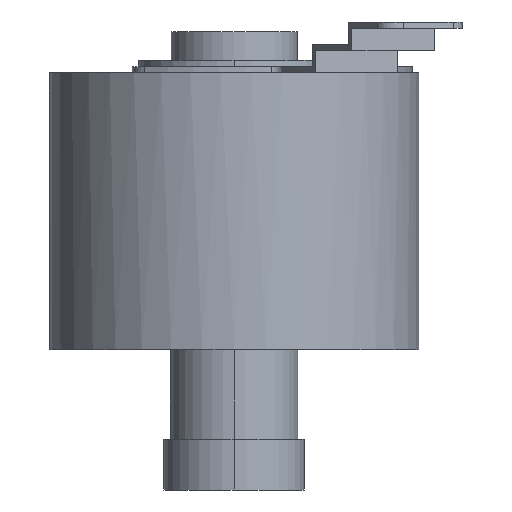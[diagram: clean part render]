
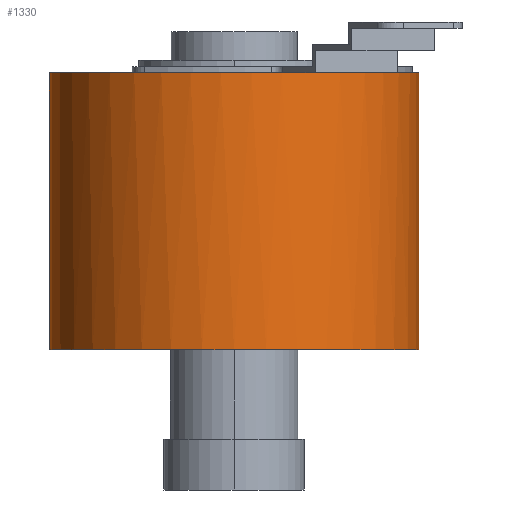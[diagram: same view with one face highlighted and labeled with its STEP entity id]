
A CAD part, front view. The second image highlights one B-rep face of the part: STEP entity #1330.
In plain terms, the highlighted cylindrical face has radius 29 mm (diameter 58 mm), a partial arc.
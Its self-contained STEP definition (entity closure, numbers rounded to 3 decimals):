
#13=CARTESIAN_POINT('',(0.,0.,-21.75));
#14=DIRECTION('',(0.,0.,1.));
#15=DIRECTION('',(-1.,0.,0.));
#16=AXIS2_PLACEMENT_3D('',#13,#14,#15);
#37=DIRECTION('',(0.,0.,1.));
#38=VECTOR('',#37,43.5);
#39=CARTESIAN_POINT('',(29.,0.,-21.75));
#40=LINE('',#39,#38);
#44=CARTESIAN_POINT('',(0.,0.,21.75));
#45=DIRECTION('',(0.,0.,1.));
#46=DIRECTION('',(0.259,-0.966,0.));
#47=AXIS2_PLACEMENT_3D('',#44,#45,#46);
#52=DIRECTION('',(0.,0.,1.));
#53=VECTOR('',#52,43.5);
#54=CARTESIAN_POINT('',(-29.,0.,-21.75));
#55=LINE('',#54,#53);
#390=CARTESIAN_POINT('',(0.,0.,21.75));
#391=DIRECTION('',(0.,0.,1.));
#392=DIRECTION('',(-1.,0.,0.));
#393=AXIS2_PLACEMENT_3D('',#390,#391,#392);
#406=CARTESIAN_POINT('',(0.,0.,21.75));
#407=DIRECTION('',(0.,0.,1.));
#408=DIRECTION('',(0.707,-0.707,0.));
#409=AXIS2_PLACEMENT_3D('',#406,#407,#408);
#1069=CARTESIAN_POINT('',(29.,0.,-21.75));
#1070=CARTESIAN_POINT('',(-29.,0.,-21.75));
#1071=VERTEX_POINT('',#1069);
#1072=VERTEX_POINT('',#1070);
#1073=CARTESIAN_POINT('',(29.,0.,21.75));
#1074=CARTESIAN_POINT('',(-29.,0.,21.75));
#1075=VERTEX_POINT('',#1073);
#1076=VERTEX_POINT('',#1074);
#1181=CARTESIAN_POINT('',(7.504,-28.012,21.75));
#1182=VERTEX_POINT('',#1181);
#1191=CARTESIAN_POINT('',(20.507,-20.505,21.75));
#1192=VERTEX_POINT('',#1191);
#1314=CARTESIAN_POINT('',(0.,0.,-21.75));
#1315=DIRECTION('',(0.,0.,1.));
#1316=DIRECTION('',(1.,0.,0.));
#1317=AXIS2_PLACEMENT_3D('',#1314,#1315,#1316);
#1318=CYLINDRICAL_SURFACE('',#1317,29.);
#1320=ORIENTED_EDGE('',*,*,#1319,.T.);
#1322=ORIENTED_EDGE('',*,*,#1321,.T.);
#1323=ORIENTED_EDGE('',*,*,#1293,.F.);
#1324=ORIENTED_EDGE('',*,*,#1264,.F.);
#1325=ORIENTED_EDGE('',*,*,#1297,.T.);
#1327=ORIENTED_EDGE('',*,*,#1326,.T.);
#1328=EDGE_LOOP('',(#1320,#1322,#1323,#1324,#1325,#1327));
#1329=FACE_OUTER_BOUND('',#1328,.F.);
#17=CIRCLE('',#16,29.);
#48=CIRCLE('',#47,29.);
#394=CIRCLE('',#393,29.);
#410=CIRCLE('',#409,29.);
#1264=EDGE_CURVE('',#1072,#1071,#17,.T.);
#1293=EDGE_CURVE('',#1071,#1075,#40,.T.);
#1297=EDGE_CURVE('',#1072,#1076,#55,.T.);
#1319=EDGE_CURVE('',#1182,#1192,#48,.T.);
#1321=EDGE_CURVE('',#1192,#1075,#410,.T.);
#1326=EDGE_CURVE('',#1076,#1182,#394,.T.);
#1330=ADVANCED_FACE('',(#1329),#1318,.T.);
